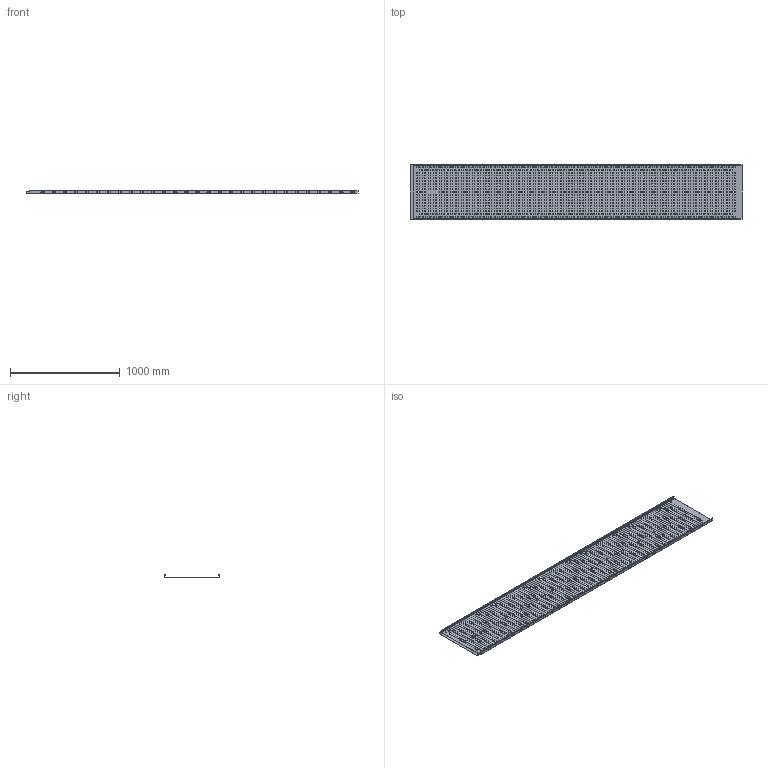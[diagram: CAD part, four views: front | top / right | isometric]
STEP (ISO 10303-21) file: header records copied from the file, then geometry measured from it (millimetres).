
FILE_DESCRIPTION(/* description */ (''),/* implementation_level */ '2;1');
FILE_NAME(/* name */ '480051.stp',/* time_stamp */ '2023-12-19T13:42:51+01:00',/* author */ ('bonnaudn'),/* organization */ (''),/* preprocessor_version */ 'ST-DEVELOPER v19.2',/* originating_system */ 'AutoCAD Mechanical',/* authorisation */ '');
FILE_SCHEMA (('AUTOMOTIVE_DESIGN { 1 0 10303 214 3 1 1 }'));
Products named in the file (1): Product
Bounding box: 3030 x 500.4 x 27.2 mm (x, y, z)
Volume: 1560178.5 mm3; surface area: 3882422 mm2
Topology: 1 solids, 2348 shells, 2403 faces, 9492 edges, 9438 vertices
Faces by surface type: plane 2377, cylinder 22, torus 4
Entity records: 107030 total; most frequent: CARTESIAN_POINT 21344, DIRECTION 19019, ORIENTED_EDGE 9649, EDGE_CURVE 9492, VERTEX_POINT 9438, AXIS2_PLACEMENT_3D 7125, LINE 4769, VECTOR 4769
